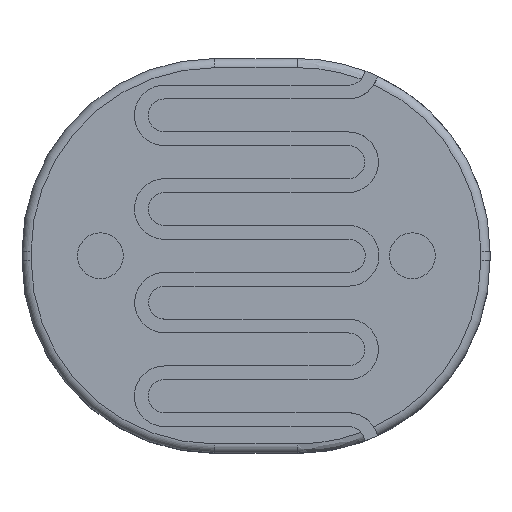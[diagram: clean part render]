
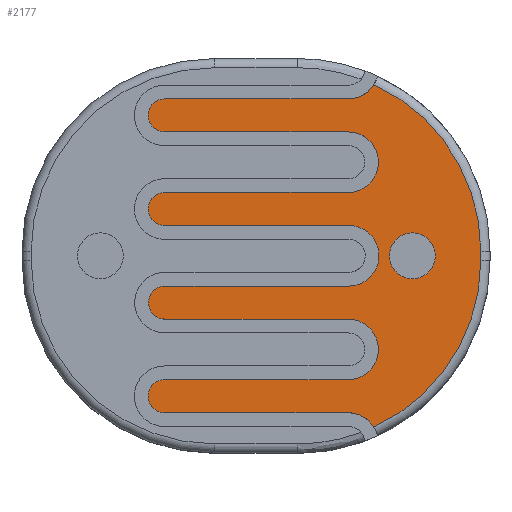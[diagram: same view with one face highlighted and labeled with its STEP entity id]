
A CAD part, top view. The second image highlights one B-rep face of the part: STEP entity #2177.
In plain terms, the highlighted planar face has unit normal (0, 0, 1).
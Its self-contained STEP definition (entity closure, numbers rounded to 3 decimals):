
#653 = VERTEX_POINT('',#654);
#654 = CARTESIAN_POINT('',(4.146,0.05,6.4));
#663 = VERTEX_POINT('',#664);
#664 = CARTESIAN_POINT('',(2.981,1.867,6.4));
#768 = EDGE_CURVE('',#653,#663,#769,.T.);
#769 = CIRCLE('',#770,2.);
#770 = AXIS2_PLACEMENT_3D('',#771,#772,#773);
#771 = CARTESIAN_POINT('',(2.146,0.05,6.4));
#772 = DIRECTION('',(0.,0.,1.));
#773 = DIRECTION('',(1.,0.,0.));
#1194 = VERTEX_POINT('',#1195);
#1195 = CARTESIAN_POINT('',(4.146,-0.05,6.4));
#1202 = EDGE_CURVE('',#1194,#653,#1203,.T.);
#1203 = LINE('',#1204,#1205);
#1204 = CARTESIAN_POINT('',(4.146,-0.05,6.4));
#1205 = VECTOR('',#1206,1.);
#1206 = DIRECTION('',(0.,1.,0.));
#1263 = EDGE_CURVE('',#663,#1264,#1266,.T.);
#1264 = VERTEX_POINT('',#1265);
#1265 = CARTESIAN_POINT('',(2.7,1.71,6.4));
#1266 = CIRCLE('',#1267,0.33);
#1267 = AXIS2_PLACEMENT_3D('',#1268,#1269,#1270);
#1268 = CARTESIAN_POINT('',(2.7,2.04,6.4));
#1269 = DIRECTION('',(0.,0.,-1.));
#1270 = DIRECTION('',(1.,0.,0.));
#1290 = EDGE_CURVE('',#1264,#1291,#1293,.T.);
#1291 = VERTEX_POINT('',#1292);
#1292 = CARTESIAN_POINT('',(0.7,1.71,6.4));
#1293 = LINE('',#1294,#1295);
#1294 = CARTESIAN_POINT('',(2.198,1.71,6.4));
#1295 = VECTOR('',#1296,1.);
#1296 = DIRECTION('',(-1.,0.,0.));
#1314 = EDGE_CURVE('',#1315,#1291,#1317,.T.);
#1315 = VERTEX_POINT('',#1316);
#1316 = CARTESIAN_POINT('',(0.7,1.35,6.4));
#1317 = CIRCLE('',#1318,0.18);
#1318 = AXIS2_PLACEMENT_3D('',#1319,#1320,#1321);
#1319 = CARTESIAN_POINT('',(0.7,1.53,6.4));
#1320 = DIRECTION('',(0.,0.,-1.));
#1321 = DIRECTION('',(1.,0.,0.));
#1339 = EDGE_CURVE('',#1315,#1340,#1342,.T.);
#1340 = VERTEX_POINT('',#1341);
#1341 = CARTESIAN_POINT('',(2.7,1.35,6.4));
#1342 = LINE('',#1343,#1344);
#1343 = CARTESIAN_POINT('',(1.198,1.35,6.4));
#1344 = VECTOR('',#1345,1.);
#1345 = DIRECTION('',(1.,0.,0.));
#1363 = VERTEX_POINT('',#1364);
#1364 = CARTESIAN_POINT('',(2.7,0.69,6.4));
#1370 = EDGE_CURVE('',#1340,#1363,#1371,.T.);
#1371 = CIRCLE('',#1372,0.33);
#1372 = AXIS2_PLACEMENT_3D('',#1373,#1374,#1375);
#1373 = CARTESIAN_POINT('',(2.7,1.02,6.4));
#1374 = DIRECTION('',(0.,0.,-1.));
#1375 = DIRECTION('',(1.,0.,0.));
#1388 = EDGE_CURVE('',#1363,#1389,#1391,.T.);
#1389 = VERTEX_POINT('',#1390);
#1390 = CARTESIAN_POINT('',(0.7,0.69,6.4));
#1391 = LINE('',#1392,#1393);
#1392 = CARTESIAN_POINT('',(2.198,0.69,6.4));
#1393 = VECTOR('',#1394,1.);
#1394 = DIRECTION('',(-1.,0.,0.));
#1412 = EDGE_CURVE('',#1413,#1389,#1415,.T.);
#1413 = VERTEX_POINT('',#1414);
#1414 = CARTESIAN_POINT('',(0.7,0.33,6.4));
#1415 = CIRCLE('',#1416,0.18);
#1416 = AXIS2_PLACEMENT_3D('',#1417,#1418,#1419);
#1417 = CARTESIAN_POINT('',(0.7,0.51,6.4));
#1418 = DIRECTION('',(0.,0.,-1.));
#1419 = DIRECTION('',(1.,0.,0.));
#1437 = EDGE_CURVE('',#1413,#1438,#1440,.T.);
#1438 = VERTEX_POINT('',#1439);
#1439 = CARTESIAN_POINT('',(2.707,0.33,6.4));
#1440 = LINE('',#1441,#1442);
#1441 = CARTESIAN_POINT('',(1.198,0.33,6.4));
#1442 = VECTOR('',#1443,1.);
#1443 = DIRECTION('',(1.,0.,0.));
#1461 = VERTEX_POINT('',#1462);
#1462 = CARTESIAN_POINT('',(2.703,-0.33,6.4));
#1468 = EDGE_CURVE('',#1438,#1461,#1469,.T.);
#1469 = CIRCLE('',#1470,0.33);
#1470 = AXIS2_PLACEMENT_3D('',#1471,#1472,#1473);
#1471 = CARTESIAN_POINT('',(2.707,0.,6.4));
#1472 = DIRECTION('',(0.,0.,-1.));
#1473 = DIRECTION('',(1.,0.,0.));
#1486 = EDGE_CURVE('',#1461,#1487,#1489,.T.);
#1487 = VERTEX_POINT('',#1488);
#1488 = CARTESIAN_POINT('',(0.703,-0.33,6.4));
#1489 = LINE('',#1490,#1491);
#1490 = CARTESIAN_POINT('',(2.199,-0.33,6.4));
#1491 = VECTOR('',#1492,1.);
#1492 = DIRECTION('',(-1.,0.,0.));
#1510 = EDGE_CURVE('',#1511,#1487,#1513,.T.);
#1511 = VERTEX_POINT('',#1512);
#1512 = CARTESIAN_POINT('',(0.703,-0.69,6.4));
#1513 = CIRCLE('',#1514,0.18);
#1514 = AXIS2_PLACEMENT_3D('',#1515,#1516,#1517);
#1515 = CARTESIAN_POINT('',(0.703,-0.51,6.4));
#1516 = DIRECTION('',(0.,0.,-1.));
#1517 = DIRECTION('',(1.,0.,0.));
#1535 = EDGE_CURVE('',#1511,#1536,#1538,.T.);
#1536 = VERTEX_POINT('',#1537);
#1537 = CARTESIAN_POINT('',(2.7,-0.69,6.4));
#1538 = LINE('',#1539,#1540);
#1539 = CARTESIAN_POINT('',(1.199,-0.69,6.4));
#1540 = VECTOR('',#1541,1.);
#1541 = DIRECTION('',(1.,0.,0.));
#1559 = VERTEX_POINT('',#1560);
#1560 = CARTESIAN_POINT('',(2.7,-1.35,6.4));
#1566 = EDGE_CURVE('',#1536,#1559,#1567,.T.);
#1567 = CIRCLE('',#1568,0.33);
#1568 = AXIS2_PLACEMENT_3D('',#1569,#1570,#1571);
#1569 = CARTESIAN_POINT('',(2.7,-1.02,6.4));
#1570 = DIRECTION('',(0.,0.,-1.));
#1571 = DIRECTION('',(1.,0.,0.));
#1584 = EDGE_CURVE('',#1559,#1585,#1587,.T.);
#1585 = VERTEX_POINT('',#1586);
#1586 = CARTESIAN_POINT('',(0.7,-1.35,6.4));
#1587 = LINE('',#1588,#1589);
#1588 = CARTESIAN_POINT('',(2.198,-1.35,6.4));
#1589 = VECTOR('',#1590,1.);
#1590 = DIRECTION('',(-1.,0.,0.));
#1608 = EDGE_CURVE('',#1609,#1585,#1611,.T.);
#1609 = VERTEX_POINT('',#1610);
#1610 = CARTESIAN_POINT('',(0.7,-1.71,6.4));
#1611 = CIRCLE('',#1612,0.18);
#1612 = AXIS2_PLACEMENT_3D('',#1613,#1614,#1615);
#1613 = CARTESIAN_POINT('',(0.7,-1.53,6.4));
#1614 = DIRECTION('',(0.,0.,-1.));
#1615 = DIRECTION('',(1.,0.,0.));
#1633 = EDGE_CURVE('',#1609,#1634,#1636,.T.);
#1634 = VERTEX_POINT('',#1635);
#1635 = CARTESIAN_POINT('',(2.7,-1.71,6.4));
#1636 = LINE('',#1637,#1638);
#1637 = CARTESIAN_POINT('',(1.198,-1.71,6.4));
#1638 = VECTOR('',#1639,1.);
#1639 = DIRECTION('',(1.,0.,0.));
#1655 = EDGE_CURVE('',#1634,#1656,#1658,.T.);
#1656 = VERTEX_POINT('',#1657);
#1657 = CARTESIAN_POINT('',(2.981,-1.867,6.4));
#1658 = CIRCLE('',#1659,0.33);
#1659 = AXIS2_PLACEMENT_3D('',#1660,#1661,#1662);
#1660 = CARTESIAN_POINT('',(2.7,-2.04,6.4));
#1661 = DIRECTION('',(0.,0.,-1.));
#1662 = DIRECTION('',(1.,0.,0.));
#2177 = ADVANCED_FACE('',(#2178,#2206),#2217,.F.);
#2178 = FACE_BOUND('',#2179,.F.);
#2179 = EDGE_LOOP('',(#2180,#2181,#2182,#2183,#2190,#2191,#2192,#2193,
    #2194,#2195,#2196,#2197,#2198,#2199,#2200,#2201,#2202,#2203,#2204,
    #2205));
#2180 = ORIENTED_EDGE('',*,*,#1263,.F.);
#2181 = ORIENTED_EDGE('',*,*,#768,.F.);
#2182 = ORIENTED_EDGE('',*,*,#1202,.F.);
#2183 = ORIENTED_EDGE('',*,*,#2184,.F.);
#2184 = EDGE_CURVE('',#1656,#1194,#2185,.T.);
#2185 = CIRCLE('',#2186,2.);
#2186 = AXIS2_PLACEMENT_3D('',#2187,#2188,#2189);
#2187 = CARTESIAN_POINT('',(2.146,-0.05,6.4));
#2188 = DIRECTION('',(-0.,0.,1.));
#2189 = DIRECTION('',(0.416,-0.909,0.));
#2190 = ORIENTED_EDGE('',*,*,#1655,.F.);
#2191 = ORIENTED_EDGE('',*,*,#1633,.F.);
#2192 = ORIENTED_EDGE('',*,*,#1608,.T.);
#2193 = ORIENTED_EDGE('',*,*,#1584,.F.);
#2194 = ORIENTED_EDGE('',*,*,#1566,.F.);
#2195 = ORIENTED_EDGE('',*,*,#1535,.F.);
#2196 = ORIENTED_EDGE('',*,*,#1510,.T.);
#2197 = ORIENTED_EDGE('',*,*,#1486,.F.);
#2198 = ORIENTED_EDGE('',*,*,#1468,.F.);
#2199 = ORIENTED_EDGE('',*,*,#1437,.F.);
#2200 = ORIENTED_EDGE('',*,*,#1412,.T.);
#2201 = ORIENTED_EDGE('',*,*,#1388,.F.);
#2202 = ORIENTED_EDGE('',*,*,#1370,.F.);
#2203 = ORIENTED_EDGE('',*,*,#1339,.F.);
#2204 = ORIENTED_EDGE('',*,*,#1314,.T.);
#2205 = ORIENTED_EDGE('',*,*,#1290,.F.);
#2206 = FACE_BOUND('',#2207,.F.);
#2207 = EDGE_LOOP('',(#2208));
#2208 = ORIENTED_EDGE('',*,*,#2209,.T.);
#2209 = EDGE_CURVE('',#2210,#2210,#2212,.T.);
#2210 = VERTEX_POINT('',#2211);
#2211 = CARTESIAN_POINT('',(3.65,0.,6.4));
#2212 = CIRCLE('',#2213,0.25);
#2213 = AXIS2_PLACEMENT_3D('',#2214,#2215,#2216);
#2214 = CARTESIAN_POINT('',(3.4,0.,6.4));
#2215 = DIRECTION('',(0.,0.,1.));
#2216 = DIRECTION('',(1.,0.,0.));
#2217 = PLANE('',#2218);
#2218 = AXIS2_PLACEMENT_3D('',#2219,#2220,#2221);
#2219 = CARTESIAN_POINT('',(1.696,0.,6.4));
#2220 = DIRECTION('',(-0.,-0.,-1.));
#2221 = DIRECTION('',(-1.,0.,0.));
